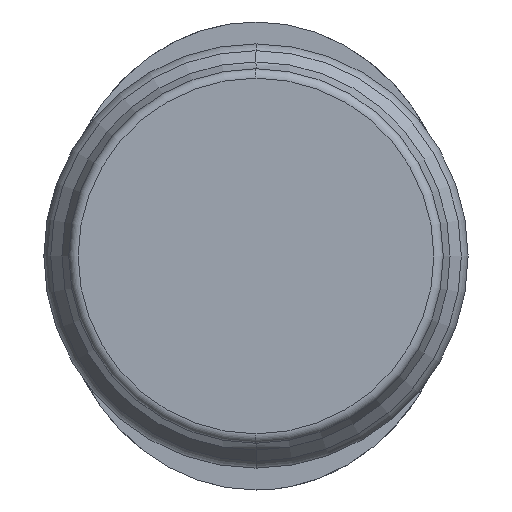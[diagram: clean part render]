
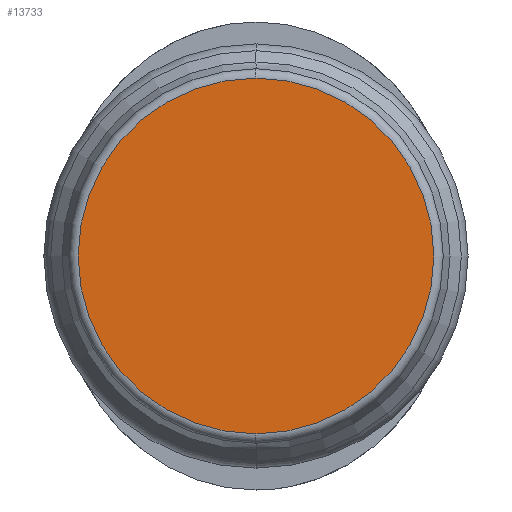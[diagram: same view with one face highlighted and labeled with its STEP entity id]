
A CAD part, left-side view. The second image highlights one B-rep face of the part: STEP entity #13733.
In plain terms, the highlighted planar face has unit normal (-1, 0, 0).
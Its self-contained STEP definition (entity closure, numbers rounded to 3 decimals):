
#141=CARTESIAN_POINT('',(-29.254,0.,-5.7));
#142=VERTEX_POINT('',#141);
#152=CARTESIAN_POINT('',(-29.254,0.,5.7));
#153=VERTEX_POINT('',#152);
#154=CARTESIAN_POINT('',(-29.254,0.,0.));
#155=DIRECTION('',(1.0,0.0,0.0));
#156=DIRECTION('',(0.0,0.0,-1.0));
#157=AXIS2_PLACEMENT_3D('',#154,#155,#156);
#158=CIRCLE('',#157,5.7);
#159=EDGE_CURVE('',#142,#153,#158,.T.);
#13714=CARTESIAN_POINT('',(-29.254,0.,0.));
#13715=DIRECTION('',(1.0,0.0,0.0));
#13716=DIRECTION('',(0.0,0.0,-1.0));
#13717=AXIS2_PLACEMENT_3D('',#13714,#13715,#13716);
#13718=CIRCLE('',#13717,5.7);
#13719=EDGE_CURVE('',#153,#142,#13718,.T.);
#13724=CARTESIAN_POINT('',(-29.254,0.,3.));
#13725=DIRECTION('',(-1.0,0.0,0.0));
#13726=DIRECTION('',(0.0,0.0,1.0));
#13727=AXIS2_PLACEMENT_3D('',#13724,#13725,#13726);
#13728=PLANE('',#13727);
#13729=ORIENTED_EDGE('',*,*,#13719,.F.);
#13730=ORIENTED_EDGE('',*,*,#159,.F.);
#13731=EDGE_LOOP('',(#13729,#13730));
#13732=FACE_OUTER_BOUND('',#13731,.T.);
#13733=ADVANCED_FACE('',(#13732),#13728,.T.);
